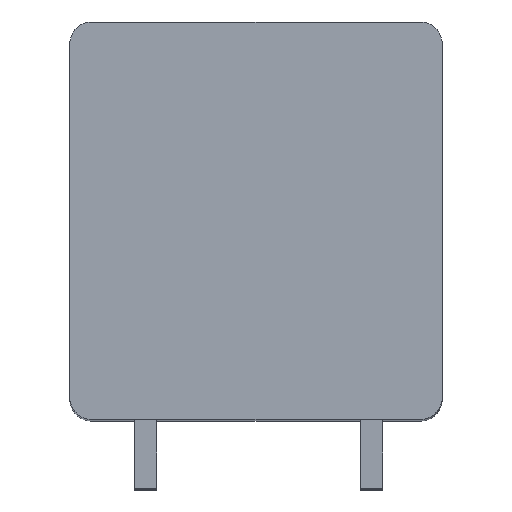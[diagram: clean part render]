
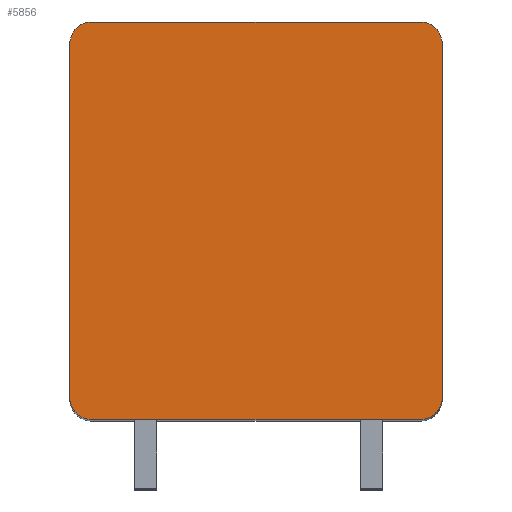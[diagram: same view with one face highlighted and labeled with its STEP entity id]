
A CAD part, top view. The second image highlights one B-rep face of the part: STEP entity #5856.
In plain terms, the highlighted planar face has unit normal (0, 0, 1).
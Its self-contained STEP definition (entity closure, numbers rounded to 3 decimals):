
#1023=CARTESIAN_POINT('',(-5.95,6.4,2.5));
#1024=DIRECTION('',(0.,0.,1.));
#1025=DIRECTION('',(0.,1.,0.));
#1026=AXIS2_PLACEMENT_3D('',#1023,#1024,#1025);
#1028=DIRECTION('',(-1.,0.,0.));
#1029=VECTOR('',#1028,11.9);
#1030=CARTESIAN_POINT('',(5.95,7.2,2.5));
#1031=LINE('',#1030,#1029);
#1032=CARTESIAN_POINT('',(5.95,6.4,2.5));
#1033=DIRECTION('',(0.,0.,1.));
#1034=DIRECTION('',(1.,0.,0.));
#1035=AXIS2_PLACEMENT_3D('',#1032,#1033,#1034);
#1037=DIRECTION('',(0.,1.,0.));
#1038=VECTOR('',#1037,12.8);
#1039=CARTESIAN_POINT('',(6.75,-6.4,2.5));
#1040=LINE('',#1039,#1038);
#1041=CARTESIAN_POINT('',(5.95,-6.4,2.5));
#1042=DIRECTION('',(0.,0.,1.));
#1043=DIRECTION('',(0.,-1.,0.));
#1044=AXIS2_PLACEMENT_3D('',#1041,#1042,#1043);
#1046=DIRECTION('',(1.,0.,0.));
#1047=VECTOR('',#1046,11.9);
#1048=CARTESIAN_POINT('',(-5.95,-7.2,2.5));
#1049=LINE('',#1048,#1047);
#1050=CARTESIAN_POINT('',(-5.95,-6.4,2.5));
#1051=DIRECTION('',(0.,0.,1.));
#1052=DIRECTION('',(-1.,0.,0.));
#1053=AXIS2_PLACEMENT_3D('',#1050,#1051,#1052);
#1055=DIRECTION('',(0.,-1.,0.));
#1056=VECTOR('',#1055,12.8);
#1057=CARTESIAN_POINT('',(-6.75,6.4,2.5));
#1058=LINE('',#1057,#1056);
#4143=CARTESIAN_POINT('',(-5.95,7.2,2.5));
#4144=VERTEX_POINT('',#4143);
#4145=CARTESIAN_POINT('',(-6.75,6.4,2.5));
#4146=VERTEX_POINT('',#4145);
#4151=CARTESIAN_POINT('',(6.75,6.4,2.5));
#4152=VERTEX_POINT('',#4151);
#4153=CARTESIAN_POINT('',(5.95,7.2,2.5));
#4154=VERTEX_POINT('',#4153);
#4159=CARTESIAN_POINT('',(-6.75,-6.4,2.5));
#4160=VERTEX_POINT('',#4159);
#4161=CARTESIAN_POINT('',(-5.95,-7.2,2.5));
#4162=VERTEX_POINT('',#4161);
#4167=CARTESIAN_POINT('',(5.95,-7.2,2.5));
#4168=VERTEX_POINT('',#4167);
#4169=CARTESIAN_POINT('',(6.75,-6.4,2.5));
#4170=VERTEX_POINT('',#4169);
#5841=CARTESIAN_POINT('',(0.,0.,2.5));
#5842=DIRECTION('',(0.,0.,1.));
#5843=DIRECTION('',(1.,0.,0.));
#5844=AXIS2_PLACEMENT_3D('',#5841,#5842,#5843);
#5845=PLANE('',#5844);
#5846=ORIENTED_EDGE('',*,*,#5219,.F.);
#5847=ORIENTED_EDGE('',*,*,#5235,.F.);
#5848=ORIENTED_EDGE('',*,*,#5416,.F.);
#5849=ORIENTED_EDGE('',*,*,#5431,.F.);
#5850=ORIENTED_EDGE('',*,*,#5584,.F.);
#5851=ORIENTED_EDGE('',*,*,#5597,.F.);
#5852=ORIENTED_EDGE('',*,*,#5752,.F.);
#5853=ORIENTED_EDGE('',*,*,#5764,.F.);
#5854=EDGE_LOOP('',(#5846,#5847,#5848,#5849,#5850,#5851,#5852,#5853));
#5855=FACE_OUTER_BOUND('',#5854,.F.);
#1027=CIRCLE('',#1026,0.8);
#1036=CIRCLE('',#1035,0.8);
#1045=CIRCLE('',#1044,0.8);
#1054=CIRCLE('',#1053,0.8);
#5219=EDGE_CURVE('',#4144,#4146,#1027,.T.);
#5235=EDGE_CURVE('',#4154,#4144,#1031,.T.);
#5416=EDGE_CURVE('',#4152,#4154,#1036,.T.);
#5431=EDGE_CURVE('',#4170,#4152,#1040,.T.);
#5584=EDGE_CURVE('',#4168,#4170,#1045,.T.);
#5597=EDGE_CURVE('',#4162,#4168,#1049,.T.);
#5752=EDGE_CURVE('',#4160,#4162,#1054,.T.);
#5764=EDGE_CURVE('',#4146,#4160,#1058,.T.);
#5856=ADVANCED_FACE('',(#5855),#5845,.T.);
